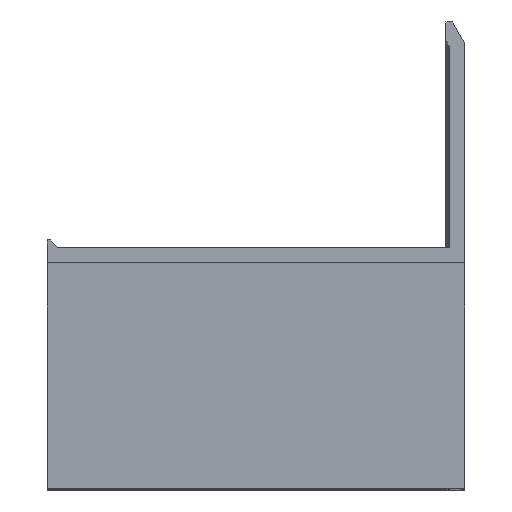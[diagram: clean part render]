
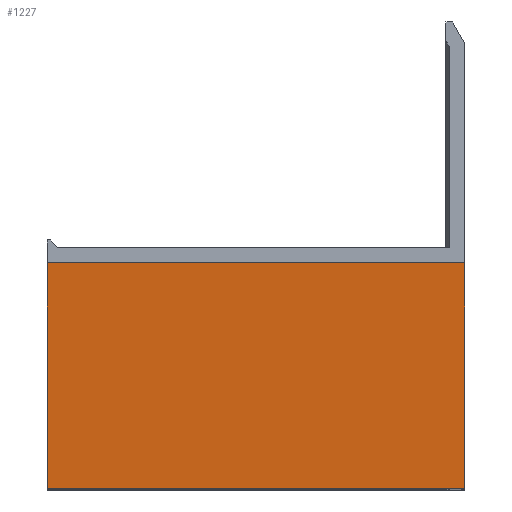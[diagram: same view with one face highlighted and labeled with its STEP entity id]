
A CAD part, top view. The second image highlights one B-rep face of the part: STEP entity #1227.
In plain terms, the highlighted planar face has unit normal (0, -0.07, 0.998).
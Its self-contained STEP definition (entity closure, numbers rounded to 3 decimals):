
#48 = VERTEX_POINT ( 'NONE', #484 ) ;
#112 = DIRECTION ( 'NONE',  ( 0., -0.07, 0.998 ) ) ;
#240 = LINE ( 'NONE', #558, #1459 ) ;
#319 = ORIENTED_EDGE ( 'NONE', *, *, #1530, .T. ) ;
#469 = CARTESIAN_POINT ( 'NONE',  ( 53.5, -52.2, 54.598 ) ) ;
#484 = CARTESIAN_POINT ( 'NONE',  ( 0., -52.2, 54.598 ) ) ;
#534 = PLANE ( 'NONE',  #737 ) ;
#546 = CARTESIAN_POINT ( 'NONE',  ( 0., -82.2, 52.5 ) ) ;
#553 = CARTESIAN_POINT ( 'NONE',  ( 53.5, -82.2, 52.5 ) ) ;
#558 = CARTESIAN_POINT ( 'NONE',  ( 55.5, -82.2, 52.5 ) ) ;
#596 = DIRECTION ( 'NONE',  ( -1., 0., 0. ) ) ;
#603 = ORIENTED_EDGE ( 'NONE', *, *, #978, .F. ) ;
#617 = DIRECTION ( 'NONE',  ( -1., 0., 0. ) ) ;
#647 = DIRECTION ( 'NONE',  ( 0., 0.998, 0.07 ) ) ;
#700 = DIRECTION ( 'NONE',  ( 0., 0.998, 0.07 ) ) ;
#737 = AXIS2_PLACEMENT_3D ( 'NONE', #553, #112, #1154 ) ;
#799 = LINE ( 'NONE', #1419, #934 ) ;
#809 = ORIENTED_EDGE ( 'NONE', *, *, #1983, .T. ) ;
#855 = CARTESIAN_POINT ( 'NONE',  ( 55.5, -52.2, 54.598 ) ) ;
#873 = FACE_OUTER_BOUND ( 'NONE', #1731, .T. ) ;
#934 = VECTOR ( 'NONE', #647, 1000. ) ;
#978 = EDGE_CURVE ( 'NONE', #1406, #1867, #1392, .T. ) ;
#1154 = DIRECTION ( 'NONE',  ( 0., -0.998, -0.07 ) ) ;
#1226 = VECTOR ( 'NONE', #596, 1000. ) ;
#1227 = ADVANCED_FACE ( 'NONE', ( #873 ), #534, .T. ) ;
#1389 = VECTOR ( 'NONE', #617, 1000. ) ;
#1390 = EDGE_CURVE ( 'NONE', #1867, #48, #799, .T. ) ;
#1392 = LINE ( 'NONE', #1536, #1389 ) ;
#1406 = VERTEX_POINT ( 'NONE', #1628 ) ;
#1419 = CARTESIAN_POINT ( 'NONE',  ( 0., -82.2, 52.5 ) ) ;
#1459 = VECTOR ( 'NONE', #700, 1000. ) ;
#1530 = EDGE_CURVE ( 'NONE', #1406, #1892, #240, .T. ) ;
#1536 = CARTESIAN_POINT ( 'NONE',  ( 53.5, -82.2, 52.5 ) ) ;
#1584 = ORIENTED_EDGE ( 'NONE', *, *, #1390, .F. ) ;
#1628 = CARTESIAN_POINT ( 'NONE',  ( 55.5, -82.2, 52.5 ) ) ;
#1731 = EDGE_LOOP ( 'NONE', ( #809, #1584, #603, #319 ) ) ;
#1867 = VERTEX_POINT ( 'NONE', #546 ) ;
#1892 = VERTEX_POINT ( 'NONE', #855 ) ;
#1983 = EDGE_CURVE ( 'NONE', #1892, #48, #1999, .T. ) ;
#1999 = LINE ( 'NONE', #469, #1226 ) ;
